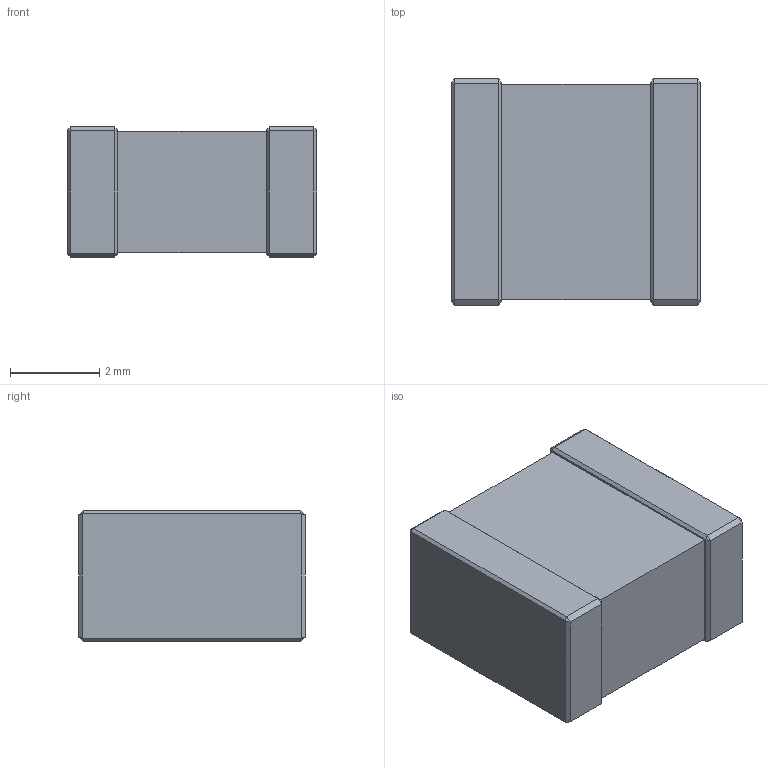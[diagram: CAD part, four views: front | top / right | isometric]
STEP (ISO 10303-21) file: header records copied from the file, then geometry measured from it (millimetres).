
FILE_DESCRIPTION (( 'STEP AP214' ), '1' );
FILE_NAME ('cap_2220.STEP', '2019-03-11T23:16:59', ( '' ), ( '' ), 'SwSTEP 2.0', 'SolidWorks 2018', '' );
FILE_SCHEMA (( 'AUTOMOTIVE_DESIGN' ));
Length unit declared in the file: millimetre
Products named in the file (2): cap_2220
Bounding box: 5.59 x 5.08 x 2.92 mm (x, y, z)
Volume: 76.9 mm3; surface area: 116.4 mm2
Topology: 1 solids, 1 shells, 56 faces, 108 edges, 56 vertices
Faces by surface type: plane 56
Entity records: 1465 total; most frequent: DIRECTION 224, CARTESIAN_POINT 222, ORIENTED_EDGE 216, EDGE_CURVE 108, LINE 108, VECTOR 108, EDGE_LOOP 58, AXIS2_PLACEMENT_3D 58
